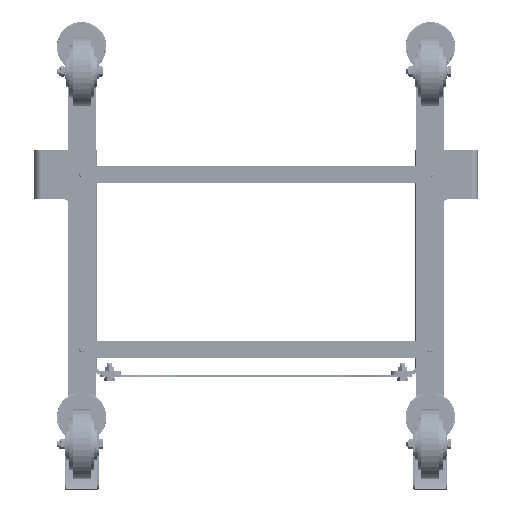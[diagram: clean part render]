
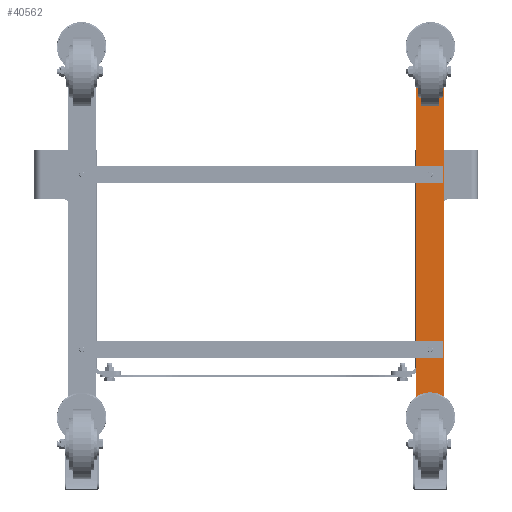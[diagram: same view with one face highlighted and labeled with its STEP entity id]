
A CAD part, front view. The second image highlights one B-rep face of the part: STEP entity #40562.
In plain terms, the highlighted face is planar.
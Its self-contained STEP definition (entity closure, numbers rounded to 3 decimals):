
#725 = CARTESIAN_POINT ( 'NONE',  ( 0., 265.5, 10. ) ) ;
#985 = EDGE_LOOP ( 'NONE', ( #22403, #19034 ) ) ;
#1131 = CIRCLE ( 'NONE', #19026, 4.5 ) ;
#1220 = AXIS2_PLACEMENT_3D ( 'NONE', #28851, #12454, #25626 ) ;
#1240 = EDGE_CURVE ( 'NONE', #23851, #17751, #1450, .T. ) ;
#1254 = FACE_BOUND ( 'NONE', #11434, .T. ) ;
#1298 = EDGE_CURVE ( 'NONE', #7600, #40347, #23910, .T. ) ;
#1350 = CARTESIAN_POINT ( 'NONE',  ( 4.5, -265.5, 10. ) ) ;
#1450 = CIRCLE ( 'NONE', #31833, 4.5 ) ;
#1710 = AXIS2_PLACEMENT_3D ( 'NONE', #30224, #30012, #3458 ) ;
#1933 = EDGE_CURVE ( 'NONE', #26968, #25050, #26340, .T. ) ;
#3124 = ORIENTED_EDGE ( 'NONE', *, *, #9695, .F. ) ;
#3395 = CARTESIAN_POINT ( 'NONE',  ( -4.5, -168.5, 10. ) ) ;
#3458 = DIRECTION ( 'NONE',  ( -1., 0., 0. ) ) ;
#4366 = LINE ( 'NONE', #17940, #27542 ) ;
#4803 = ORIENTED_EDGE ( 'NONE', *, *, #10350, .T. ) ;
#5592 = CARTESIAN_POINT ( 'NONE',  ( 4.5, 82.5, 10. ) ) ;
#5674 = DIRECTION ( 'NONE',  ( 0., 0., -1. ) ) ;
#7053 = ORIENTED_EDGE ( 'NONE', *, *, #33874, .T. ) ;
#7132 = EDGE_CURVE ( 'NONE', #9115, #13521, #8098, .T. ) ;
#7383 = EDGE_CURVE ( 'NONE', #25050, #26968, #39908, .T. ) ;
#7537 = CARTESIAN_POINT ( 'NONE',  ( 0., -265.5, 10. ) ) ;
#7600 = VERTEX_POINT ( 'NONE', #21460 ) ;
#7825 = EDGE_CURVE ( 'NONE', #7600, #23853, #27247, .T. ) ;
#7953 = FACE_BOUND ( 'NONE', #23024, .T. ) ;
#8098 = CIRCLE ( 'NONE', #33649, 4.5 ) ;
#8128 = CARTESIAN_POINT ( 'NONE',  ( -4.5, -265.5, 10. ) ) ;
#8243 = ORIENTED_EDGE ( 'NONE', *, *, #19005, .T. ) ;
#8905 = CARTESIAN_POINT ( 'NONE',  ( 0., 265.5, 10. ) ) ;
#9115 = VERTEX_POINT ( 'NONE', #5592 ) ;
#9695 = EDGE_CURVE ( 'NONE', #23853, #28363, #29918, .T. ) ;
#10043 = DIRECTION ( 'NONE',  ( 0., -1., 0. ) ) ;
#10350 = EDGE_CURVE ( 'NONE', #40347, #28363, #4366, .T. ) ;
#10665 = DIRECTION ( 'NONE',  ( -1., 0., 0. ) ) ;
#10838 = DIRECTION ( 'NONE',  ( 1., 0., 0. ) ) ;
#11382 = DIRECTION ( 'NONE',  ( 0., 0., -1. ) ) ;
#11400 = FACE_BOUND ( 'NONE', #27765, .T. ) ;
#11434 = EDGE_LOOP ( 'NONE', ( #7053, #19818 ) ) ;
#11702 = VERTEX_POINT ( 'NONE', #19011 ) ;
#11820 = DIRECTION ( 'NONE',  ( -1., 0., 0. ) ) ;
#12454 = DIRECTION ( 'NONE',  ( 0., 0., -1. ) ) ;
#13300 = CARTESIAN_POINT ( 'NONE',  ( 20., 287.5, 10. ) ) ;
#13521 = VERTEX_POINT ( 'NONE', #29857 ) ;
#13910 = DIRECTION ( 'NONE',  ( 0., 0., -1. ) ) ;
#15173 = CARTESIAN_POINT ( 'NONE',  ( 20., 287.5, 10. ) ) ;
#15652 = CARTESIAN_POINT ( 'NONE',  ( 4.5, -168.5, 10. ) ) ;
#17304 = CARTESIAN_POINT ( 'NONE',  ( -4.5, 265.5, 10. ) ) ;
#17751 = VERTEX_POINT ( 'NONE', #1350 ) ;
#17849 = DIRECTION ( 'NONE',  ( 0., 0., -1. ) ) ;
#17872 = DIRECTION ( 'NONE',  ( -1., 0., 0. ) ) ;
#17940 = CARTESIAN_POINT ( 'NONE',  ( -20., -287.5, 10. ) ) ;
#17943 = EDGE_CURVE ( 'NONE', #22197, #11702, #1131, .T. ) ;
#18508 = VECTOR ( 'NONE', #10838, 1000. ) ;
#19005 = EDGE_CURVE ( 'NONE', #11702, #22197, #25242, .T. ) ;
#19011 = CARTESIAN_POINT ( 'NONE',  ( 4.5, 265.5, 10. ) ) ;
#19026 = AXIS2_PLACEMENT_3D ( 'NONE', #8905, #5674, #24887 ) ;
#19034 = ORIENTED_EDGE ( 'NONE', *, *, #1933, .T. ) ;
#19069 = DIRECTION ( 'NONE',  ( -1., 0., 0. ) ) ;
#19818 = ORIENTED_EDGE ( 'NONE', *, *, #7132, .T. ) ;
#20065 = DIRECTION ( 'NONE',  ( -1., 0., 0. ) ) ;
#20175 = CARTESIAN_POINT ( 'NONE',  ( 20., -287.5, 10. ) ) ;
#20381 = ORIENTED_EDGE ( 'NONE', *, *, #17943, .T. ) ;
#20675 = DIRECTION ( 'NONE',  ( 0., 0., -1. ) ) ;
#21095 = CARTESIAN_POINT ( 'NONE',  ( -20., 287.5, 10. ) ) ;
#21460 = CARTESIAN_POINT ( 'NONE',  ( -20., 287.5, 10. ) ) ;
#21707 = CIRCLE ( 'NONE', #1710, 4.5 ) ;
#22197 = VERTEX_POINT ( 'NONE', #17304 ) ;
#22403 = ORIENTED_EDGE ( 'NONE', *, *, #7383, .T. ) ;
#22626 = EDGE_CURVE ( 'NONE', #17751, #23851, #31761, .T. ) ;
#23024 = EDGE_LOOP ( 'NONE', ( #40051, #32969 ) ) ;
#23851 = VERTEX_POINT ( 'NONE', #8128 ) ;
#23853 = VERTEX_POINT ( 'NONE', #15173 ) ;
#23910 = LINE ( 'NONE', #30840, #31155 ) ;
#24337 = DIRECTION ( 'NONE',  ( -1., 0., 0. ) ) ;
#24353 = FACE_BOUND ( 'NONE', #985, .T. ) ;
#24765 = CARTESIAN_POINT ( 'NONE',  ( 0., -265.5, 10. ) ) ;
#24887 = DIRECTION ( 'NONE',  ( -1., 0., 0. ) ) ;
#25050 = VERTEX_POINT ( 'NONE', #3395 ) ;
#25242 = CIRCLE ( 'NONE', #38392, 4.5 ) ;
#25626 = DIRECTION ( 'NONE',  ( -1., 0., 0. ) ) ;
#26340 = CIRCLE ( 'NONE', #28396, 4.5 ) ;
#26352 = CARTESIAN_POINT ( 'NONE',  ( -20., -287.5, 10. ) ) ;
#26968 = VERTEX_POINT ( 'NONE', #15652 ) ;
#27036 = AXIS2_PLACEMENT_3D ( 'NONE', #21095, #30855, #17872 ) ;
#27051 = DIRECTION ( 'NONE',  ( 1., 0., 0. ) ) ;
#27247 = LINE ( 'NONE', #40454, #18508 ) ;
#27542 = VECTOR ( 'NONE', #27051, 1000. ) ;
#27598 = PLANE ( 'NONE',  #27036 ) ;
#27765 = EDGE_LOOP ( 'NONE', ( #20381, #8243 ) ) ;
#28363 = VERTEX_POINT ( 'NONE', #20175 ) ;
#28396 = AXIS2_PLACEMENT_3D ( 'NONE', #35100, #42233, #19069 ) ;
#28851 = CARTESIAN_POINT ( 'NONE',  ( 0., -168.5, 10. ) ) ;
#29644 = EDGE_LOOP ( 'NONE', ( #4803, #3124, #31488, #32983 ) ) ;
#29857 = CARTESIAN_POINT ( 'NONE',  ( -4.5, 82.5, 10. ) ) ;
#29918 = LINE ( 'NONE', #13300, #42728 ) ;
#30012 = DIRECTION ( 'NONE',  ( 0., 0., -1. ) ) ;
#30224 = CARTESIAN_POINT ( 'NONE',  ( 0., 82.5, 10. ) ) ;
#30840 = CARTESIAN_POINT ( 'NONE',  ( -20., 287.5, 10. ) ) ;
#30855 = DIRECTION ( 'NONE',  ( 0., 0., -1. ) ) ;
#31155 = VECTOR ( 'NONE', #40379, 1000. ) ;
#31488 = ORIENTED_EDGE ( 'NONE', *, *, #7825, .F. ) ;
#31761 = CIRCLE ( 'NONE', #33143, 4.5 ) ;
#31833 = AXIS2_PLACEMENT_3D ( 'NONE', #24765, #17849, #24337 ) ;
#32969 = ORIENTED_EDGE ( 'NONE', *, *, #22626, .T. ) ;
#32983 = ORIENTED_EDGE ( 'NONE', *, *, #1298, .T. ) ;
#33143 = AXIS2_PLACEMENT_3D ( 'NONE', #7537, #20675, #20065 ) ;
#33649 = AXIS2_PLACEMENT_3D ( 'NONE', #34716, #11382, #11820 ) ;
#33874 = EDGE_CURVE ( 'NONE', #13521, #9115, #21707, .T. ) ;
#34100 = FACE_OUTER_BOUND ( 'NONE', #29644, .T. ) ;
#34716 = CARTESIAN_POINT ( 'NONE',  ( 0., 82.5, 10. ) ) ;
#35100 = CARTESIAN_POINT ( 'NONE',  ( 0., -168.5, 10. ) ) ;
#38392 = AXIS2_PLACEMENT_3D ( 'NONE', #725, #13910, #10665 ) ;
#39908 = CIRCLE ( 'NONE', #1220, 4.5 ) ;
#40051 = ORIENTED_EDGE ( 'NONE', *, *, #1240, .T. ) ;
#40347 = VERTEX_POINT ( 'NONE', #26352 ) ;
#40379 = DIRECTION ( 'NONE',  ( 0., -1., 0. ) ) ;
#40454 = CARTESIAN_POINT ( 'NONE',  ( -20., 287.5, 10. ) ) ;
#40562 = ADVANCED_FACE ( 'NONE', ( #11400, #1254, #7953, #24353, #34100 ), #27598, .F. ) ;
#42233 = DIRECTION ( 'NONE',  ( 0., 0., -1. ) ) ;
#42728 = VECTOR ( 'NONE', #10043, 1000. ) ;
